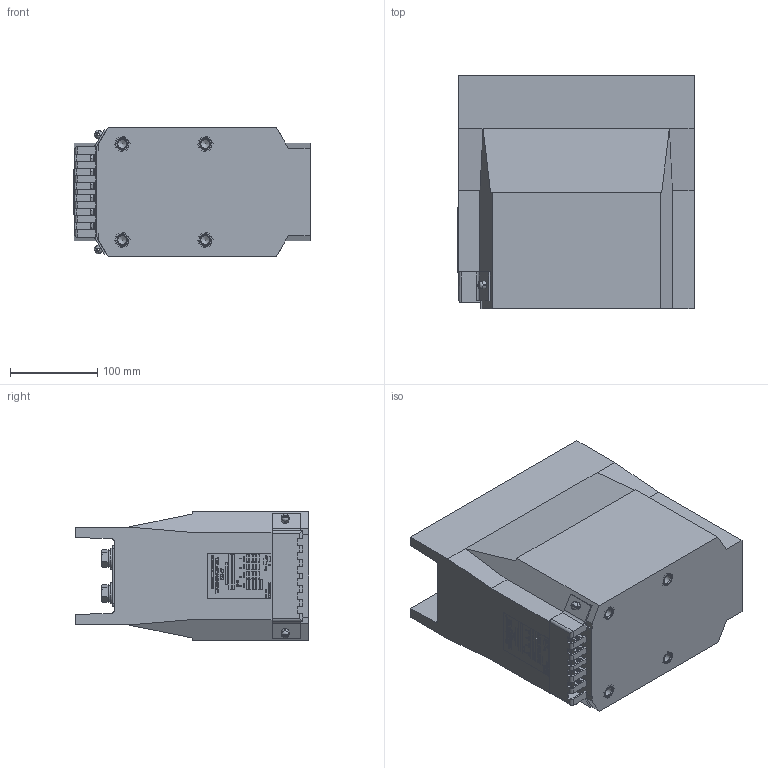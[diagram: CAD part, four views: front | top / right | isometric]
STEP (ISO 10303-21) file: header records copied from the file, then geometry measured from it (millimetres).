
FILE_DESCRIPTION(('STEP AP214'), '1');
FILE_NAME('ÒËÊ-ÑÒ-10-5Ì1 (2000À) Òðàíñôîðìàòîð òîêà', '2023-06-02T09:56:28', ('UNSPECIFIED'), ('UNSPECIFIED'), 'ASCON STEP Converter 1.3', 'ASCON Math Kernel', '');
FILE_SCHEMA(('AUTOMOTIVE_DESIGN { 1 0 10303 214 3 1 1}'));
Length unit declared in the file: millimetre
Products named in the file (16): ﾂﾅﾈﾓ.757465.007ﾀ-01; 屡扔.758472.007-02; 屡扔.758472.015
Assembly tree (62 placements, depth 3):
  (unnamed)
    (unnamed)
      (unnamed)
      ﾂﾅﾈﾓ.757465.007ﾀ-01  x2
      屡扔.758472.007-02  x6
      (unnamed)  x4
      屡扔.758472.015  x2
    (unnamed)  x8
    (unnamed)  x8
    (unnamed)  x8
    (unnamed)  x6
    (unnamed)  x6
    (unnamed)  x6
    (unnamed)
    (unnamed)  x2
    (unnamed)
Bounding box: 270.4 x 267 x 148 mm (x, y, z)
Volume: 8065704.3 mm3; surface area: 475861.4 mm2
Topology: 65 solids, 65 shells, 7033 faces, 19565 edges, 12912 vertices
Faces by surface type: plane 4280, cylinder 2517, cone 136, torus 76, sphere 16, bspline 8
Full cylindrical faces by diameter (mm): 2 x20, 4.134 x8, 5 x8, 5.3 x6, 6 x2, 6.5 x4, 9 x2, 10 x6, 10.106 x4, 10.109 x12, 10.9 x6, 11 x12, 12 x24, 13 x12, 15 x8, 20 x2, 24 x8
Entity records: 269875 total; most frequent: CARTESIAN_POINT 42804, ORIENTED_EDGE 36618, DIRECTION 36167, EDGE_CURVE 18309, LINE 13347, VECTOR 13347, VERTEX_POINT 12218, AXIS2_PLACEMENT_3D 11410
